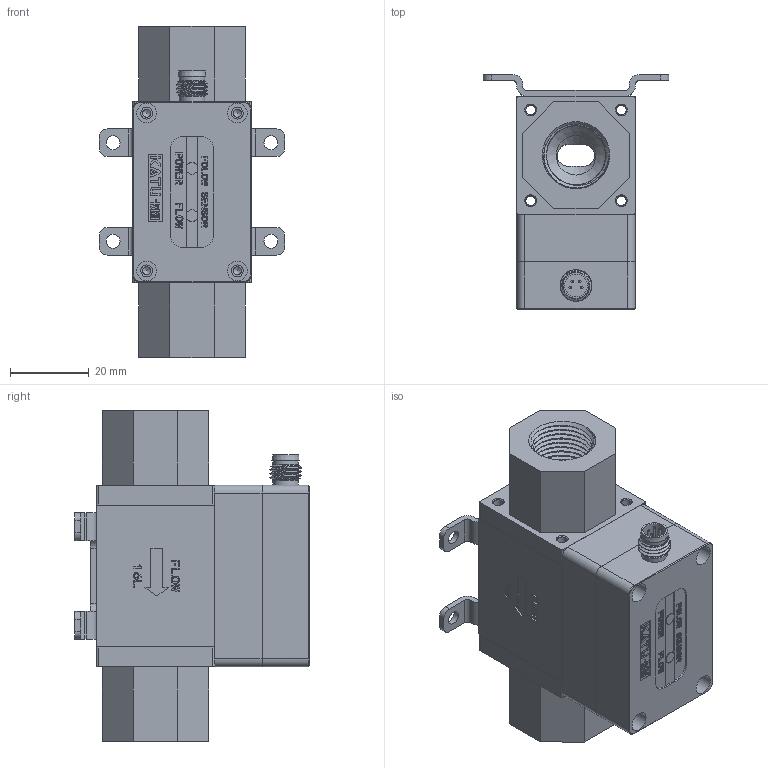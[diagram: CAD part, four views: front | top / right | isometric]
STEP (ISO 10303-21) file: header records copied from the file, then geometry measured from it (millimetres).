
FILE_DESCRIPTION(/* description */ (''),/* implementation_level */ '2;1');
FILE_NAME(/* name */ 'FTS520-016ARKM-016T.stp',/* time_stamp */ '2022-12-13T11:55:16+08:00',/* author */ (''),/* organization */ (''),/* preprocessor_version */ 'ST-DEVELOPER v16',/* originating_system */ 'SIEMENS PLM Software NX 10.0',/* authorisation */ '');
FILE_SCHEMA (('CONFIG_CONTROL_DESIGN'));
Length unit declared in the file: millimetre
Products named in the file (9): FTS520-016ARKM016T_id38_x_t; FTS520-016ARKM016T_id34_x_t; FTS520-016ARKM016T_id30_x_t; FTS520-016ARKM016T_id22_x_t; FTS520-016ARKM016T_id18_x_t; FTS520-016ARKM016T_id14_x_t; FTS520-016ARKM016T_id10_x_t; FTS520-016ARKM016T_id6_x_t; FTS520-016ARKM016T_x_t
Assembly tree (8 placements, depth 2):
  FTS520-016ARKM016T_x_t
    FTS520-016ARKM016T_id6_x_t
    FTS520-016ARKM016T_id10_x_t
    FTS520-016ARKM016T_id14_x_t
    FTS520-016ARKM016T_id18_x_t
    FTS520-016ARKM016T_id22_x_t
    FTS520-016ARKM016T_id30_x_t
    FTS520-016ARKM016T_id34_x_t
    FTS520-016ARKM016T_id38_x_t
Bounding box: 47 x 59.5 x 84 mm (x, y, z)
Volume: 53559.2 mm3; surface area: 43149.1 mm2
Topology: 8 solids, 9 shells, 1152 faces, 3135 edges, 2073 vertices
Faces by surface type: plane 744, cylinder 231, extrusion 105, cone 56, bspline 8, sphere 4, torus 4
Full cylindrical faces by diameter (mm): 0.6 x4, 1.5 x2, 1.6 x2, 1.7 x1, 1.8 x1, 2 x2, 2.05 x4, 2.2 x4, 2.3 x4, 2.5 x12, 3 x17, 3.5 x5, 4 x3, 4.5 x4, 5 x4, 5.8 x1, 6 x2, 6.5 x3, 7 x1, 8 x1, 8.5 x1, 9 x1, 10 x2, 15 x2, 19 x2, 20 x2
Entity records: 46304 total; most frequent: CARTESIAN_POINT 18070, ORIENTED_EDGE 5856, DIRECTION 4898, EDGE_CURVE 2928, VERTEX_POINT 2005, VECTOR 1790, LINE 1685, AXIS2_PLACEMENT_3D 1554
